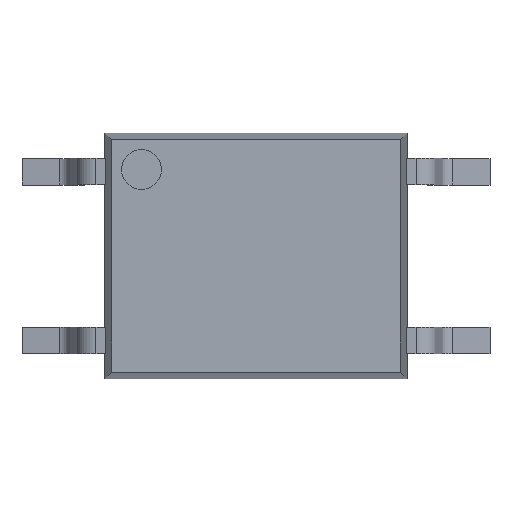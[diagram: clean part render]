
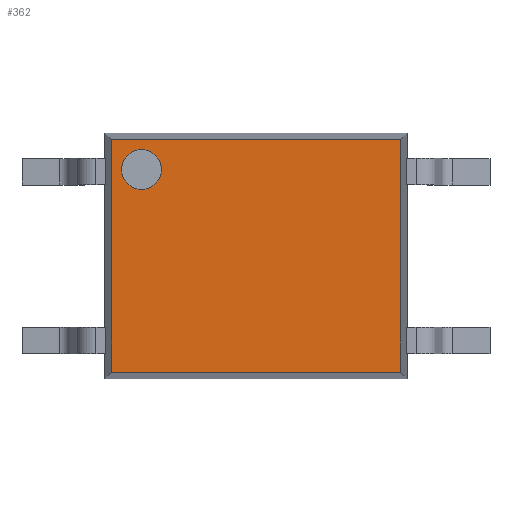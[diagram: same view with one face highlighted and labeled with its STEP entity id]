
A CAD part, top view. The second image highlights one B-rep face of the part: STEP entity #362.
In plain terms, the highlighted planar face has unit normal (0, 0, 1).
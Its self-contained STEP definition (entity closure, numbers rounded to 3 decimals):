
#271 = VERTEX_POINT('',#272);
#272 = CARTESIAN_POINT('',(-2.175,-1.75,2.1));
#280 = VERTEX_POINT('',#281);
#281 = CARTESIAN_POINT('',(-2.175,1.75,2.1));
#287 = EDGE_CURVE('',#271,#280,#288,.T.);
#288 = LINE('',#289,#290);
#289 = CARTESIAN_POINT('',(-2.175,-1.85,2.1));
#290 = VECTOR('',#291,1.);
#291 = DIRECTION('',(0.,1.,0.));
#321 = VERTEX_POINT('',#322);
#322 = CARTESIAN_POINT('',(2.175,1.75,2.1));
#328 = EDGE_CURVE('',#280,#321,#329,.T.);
#329 = LINE('',#330,#331);
#330 = CARTESIAN_POINT('',(-2.275,1.75,2.1));
#331 = VECTOR('',#332,1.);
#332 = DIRECTION('',(1.,0.,0.));
#343 = VERTEX_POINT('',#344);
#344 = CARTESIAN_POINT('',(2.175,-1.75,2.1));
#352 = EDGE_CURVE('',#343,#271,#353,.T.);
#353 = LINE('',#354,#355);
#354 = CARTESIAN_POINT('',(2.275,-1.75,2.1));
#355 = VECTOR('',#356,1.);
#356 = DIRECTION('',(-1.,0.,0.));
#362 = ADVANCED_FACE('',(#363,#374),#385,.T.);
#363 = FACE_BOUND('',#364,.T.);
#364 = EDGE_LOOP('',(#365,#366,#367,#368));
#365 = ORIENTED_EDGE('',*,*,#328,.F.);
#366 = ORIENTED_EDGE('',*,*,#287,.F.);
#367 = ORIENTED_EDGE('',*,*,#352,.F.);
#368 = ORIENTED_EDGE('',*,*,#369,.F.);
#369 = EDGE_CURVE('',#321,#343,#370,.T.);
#370 = LINE('',#371,#372);
#371 = CARTESIAN_POINT('',(2.175,1.85,2.1));
#372 = VECTOR('',#373,1.);
#373 = DIRECTION('',(0.,-1.,0.));
#374 = FACE_BOUND('',#375,.T.);
#375 = EDGE_LOOP('',(#376));
#376 = ORIENTED_EDGE('',*,*,#377,.F.);
#377 = EDGE_CURVE('',#378,#378,#380,.T.);
#378 = VERTEX_POINT('',#379);
#379 = CARTESIAN_POINT('',(-1.425,1.3,2.1));
#380 = CIRCLE('',#381,0.3);
#381 = AXIS2_PLACEMENT_3D('',#382,#383,#384);
#382 = CARTESIAN_POINT('',(-1.725,1.3,2.1));
#383 = DIRECTION('',(0.,0.,1.));
#384 = DIRECTION('',(1.,0.,0.));
#385 = PLANE('',#386);
#386 = AXIS2_PLACEMENT_3D('',#387,#388,#389);
#387 = CARTESIAN_POINT('',(0.,0.,2.1));
#388 = DIRECTION('',(0.,0.,1.));
#389 = DIRECTION('',(1.,0.,0.));
